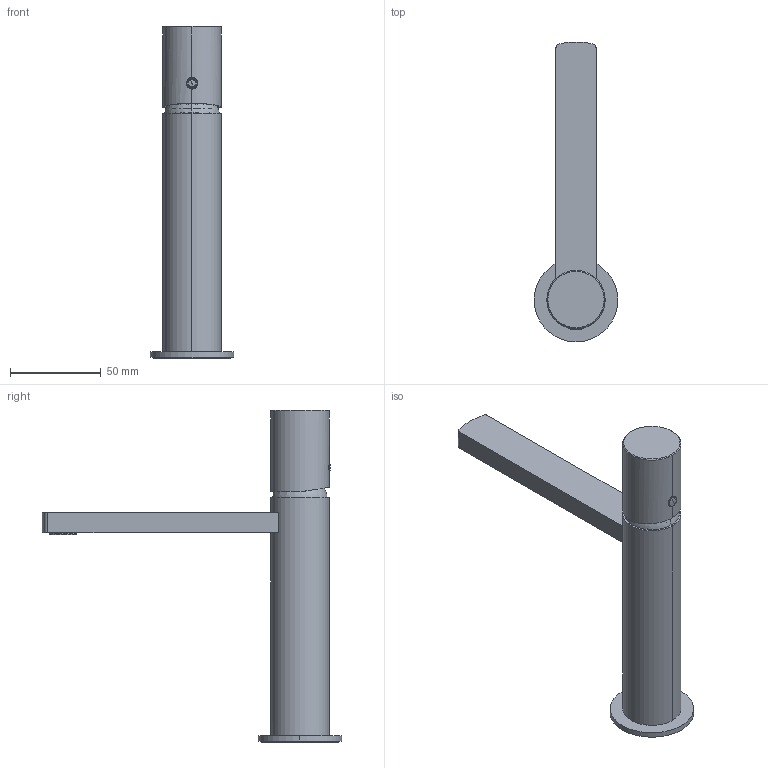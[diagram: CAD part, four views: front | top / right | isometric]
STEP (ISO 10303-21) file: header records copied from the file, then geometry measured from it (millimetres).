
FILE_DESCRIPTION(('CATIA V5 STEP Exchange','CAx-IF Rec.Pracs.--- Model Styling and Organization---1.5--- 2016-08-15','CAx-IF Rec.Pracs.---Supplemental Geometry---1.0---2011-11-01','CAx-IF Rec.Pracs.--- Composite Materials ---3.4---2017-06-13','CAx-IF Rec.Pracs.---Tessellated 3D Geometry---1.0---2015-12-17'),'2;1');
FILE_NAME('X4 00050.stp','2022-09-16T06:20:24+00:00',('none'),('none'),'CATIA Version 5-6 Release 2020 SP2','CATIA V5 STEP AP242 v2','none');
FILE_SCHEMA(('AP242_MANAGED_MODEL_BASED_3D_ENGINEERING_MIM_LF {1 0 10303 442 1 1 4}'));
Length unit declared in the file: millimetre
Products named in the file (12): X4 00050; PR9C294; P47408; P46856; P41086; P96491; P46863; P47329; P42743; P50417; P50533; P46958
Assembly tree (12 placements, depth 3):
  X4 00050
    PR9C294
      P47408
    P46856
    P41086  x2
    P96491
    P46863
    P47329
    P42743
    P50417
    P50533
    P46958
Bounding box: 46 x 164.62 x 182.5 mm (x, y, z)
Volume: 118093.6 mm3; surface area: 50562.9 mm2
Topology: 11 solids, 11 shells, 789 faces, 2012 edges, 1312 vertices
Faces by surface type: plane 521, cylinder 147, cone 84, torus 17, bspline 16, revolution 2, sphere 2
Entity records: 22490 total; most frequent: CARTESIAN_POINT 5387, ORIENTED_EDGE 3908, DIRECTION 2447, EDGE_CURVE 1954, VECTOR 1426, LINE 1426, VERTEX_POINT 1288, EDGE_LOOP 880
